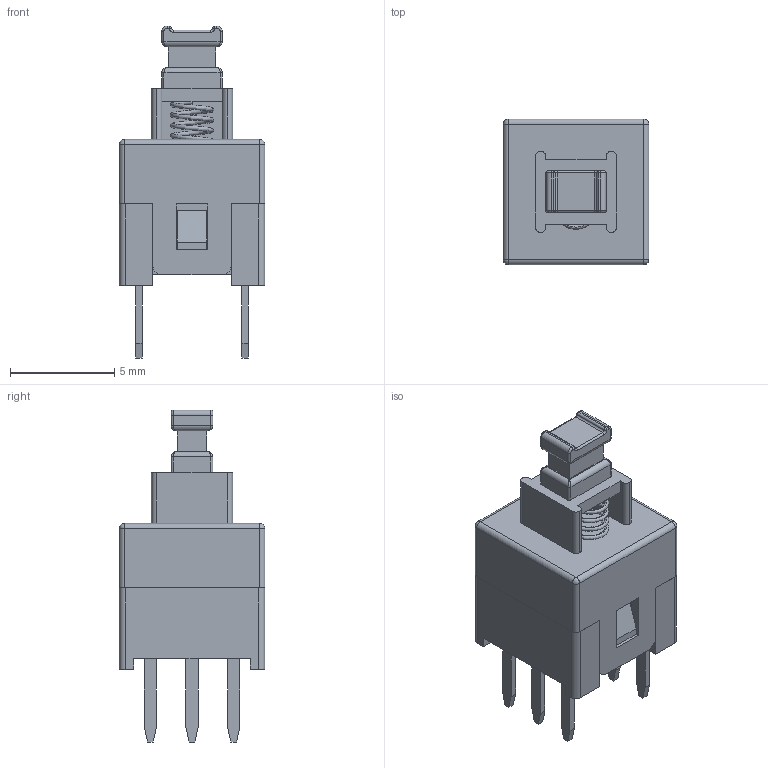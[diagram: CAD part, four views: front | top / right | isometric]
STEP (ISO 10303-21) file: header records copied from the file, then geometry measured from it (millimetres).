
FILE_DESCRIPTION (( 'STEP AP214' ), '1' );
FILE_NAME ('SW-TH_6P-L7.0-W7.0-P2.00_KFC7070-Z.STEP', '2025-05-28T07:22:36', ( '' ), ( '' ), 'SwSTEP 2.0', 'SolidWorks 2021', '' );
FILE_SCHEMA (( 'AUTOMOTIVE_DESIGN' ));
Length unit declared in the file: millimetre
Products named in the file (1): SW-TH_6P-L7.0-W7.0-P2.00_KFC7070-Z
Bounding box: 7 x 7 x 15.95 mm (x, y, z)
Volume: 352 mm3; surface area: 586.5 mm2
Topology: 2 solids, 2 shells, 449 faces, 1213 edges, 782 vertices
Faces by surface type: plane 273, bspline 108, cylinder 52, torus 8, sphere 8
Entity records: 21241 total; most frequent: CARTESIAN_POINT 5759, ORIENTED_EDGE 2394, DIRECTION 1745, EDGE_CURVE 1197, VECTOR 873, LINE 873, VERTEX_POINT 782, EDGE_LOOP 487
